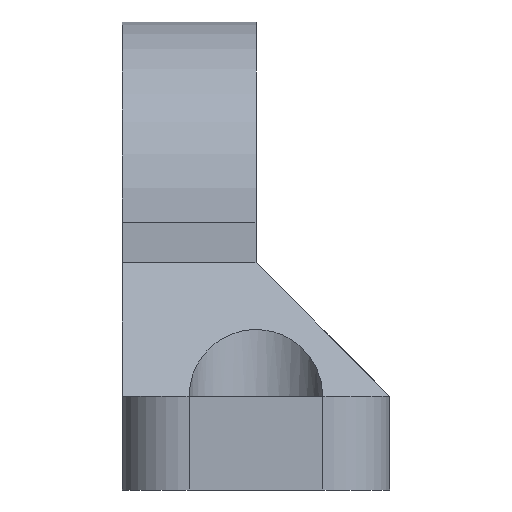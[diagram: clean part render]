
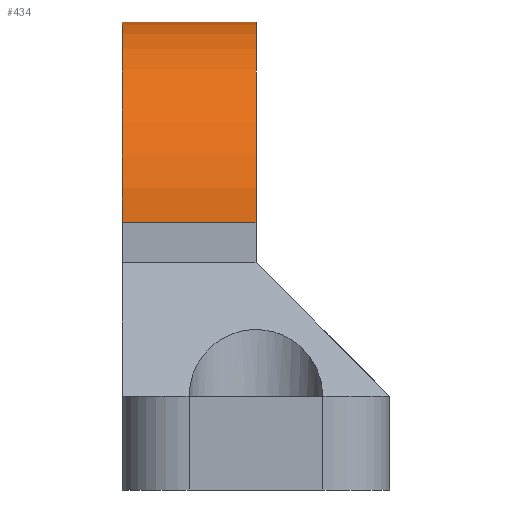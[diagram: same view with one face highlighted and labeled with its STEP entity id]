
A CAD part, left-side view. The second image highlights one B-rep face of the part: STEP entity #434.
In plain terms, the highlighted cylindrical face has radius 15 mm (diameter 30 mm), a partial arc.
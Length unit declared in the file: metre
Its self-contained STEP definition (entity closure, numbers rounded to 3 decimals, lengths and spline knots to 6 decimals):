
#27=LINE('',#699,#64);
#30=LINE('',#705,#67);
#64=VECTOR('',#558,1.);
#67=VECTOR('',#563,1.);
#144=ORIENTED_EDGE('',*,*,#258,.F.);
#145=ORIENTED_EDGE('',*,*,#250,.F.);
#146=ORIENTED_EDGE('',*,*,#259,.T.);
#147=ORIENTED_EDGE('',*,*,#247,.T.);
#247=EDGE_CURVE('',#303,#304,#27,.T.);
#250=EDGE_CURVE('',#306,#305,#30,.T.);
#258=EDGE_CURVE('',#305,#304,#333,.T.);
#259=EDGE_CURVE('',#306,#303,#334,.T.);
#303=VERTEX_POINT('',#696);
#304=VERTEX_POINT('',#698);
#305=VERTEX_POINT('',#702);
#306=VERTEX_POINT('',#704);
#333=CIRCLE('',#484,0.015);
#334=CIRCLE('',#485,0.015);
#357=EDGE_LOOP('',(#144,#145,#146,#147));
#392=FACE_BOUND('',#357,.T.);
#417=CYLINDRICAL_SURFACE('',#483,0.015);
#434=ADVANCED_FACE('',(#392),#417,.T.);
#483=AXIS2_PLACEMENT_3D('',#720,#577,#578);
#484=AXIS2_PLACEMENT_3D('',#721,#579,#580);
#485=AXIS2_PLACEMENT_3D('',#722,#581,#582);
#558=DIRECTION('',(0.,-1.,0.));
#563=DIRECTION('',(0.,-1.,0.));
#577=DIRECTION('',(0.,-1.,0.));
#578=DIRECTION('',(0.,0.,-1.));
#579=DIRECTION('',(0.,-1.,0.));
#580=DIRECTION('',(0.,0.,-1.));
#581=DIRECTION('',(0.,-1.,0.));
#582=DIRECTION('',(0.,0.,-1.));
#696=CARTESIAN_POINT('',(-0.015,-0.0725,0.02));
#698=CARTESIAN_POINT('',(-0.015,-0.0825,0.02));
#699=CARTESIAN_POINT('',(-0.015,-0.0725,0.02));
#702=CARTESIAN_POINT('',(0.015,-0.0825,0.02));
#704=CARTESIAN_POINT('',(0.015,-0.0725,0.02));
#705=CARTESIAN_POINT('',(0.015,-0.0725,0.02));
#720=CARTESIAN_POINT('',(0.,-0.0725,0.02));
#721=CARTESIAN_POINT('',(0.,-0.0825,0.02));
#722=CARTESIAN_POINT('',(0.,-0.0725,0.02));
